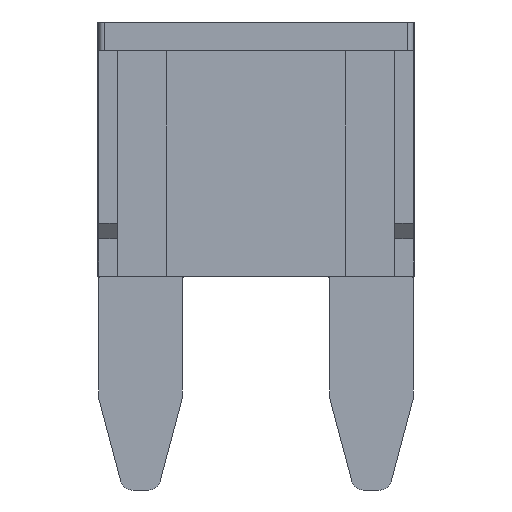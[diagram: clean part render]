
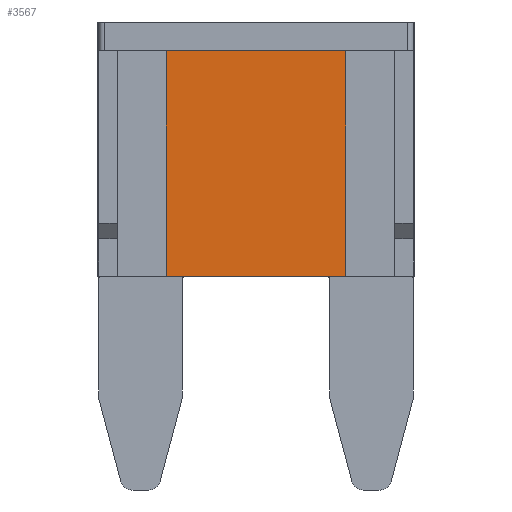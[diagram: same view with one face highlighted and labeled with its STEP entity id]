
A CAD part, front view. The second image highlights one B-rep face of the part: STEP entity #3567.
In plain terms, the highlighted planar face has unit normal (0, -1, 0).
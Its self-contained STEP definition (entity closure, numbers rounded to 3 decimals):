
#363=FACE_OUTER_BOUND('',#556,.T.);
#556=EDGE_LOOP('',(#2914,#2915,#2916,#2917));
#749=LINE('',#5774,#1130);
#792=LINE('',#5858,#1173);
#855=LINE('',#5995,#1236);
#857=LINE('',#5998,#1238);
#1130=VECTOR('',#4079,10.);
#1173=VECTOR('',#4152,10.);
#1236=VECTOR('',#4275,10.);
#1238=VECTOR('',#4279,10.);
#1534=VERTEX_POINT('',#5770);
#1536=VERTEX_POINT('',#5773);
#1562=VERTEX_POINT('',#5857);
#1606=VERTEX_POINT('',#5993);
#1951=EDGE_CURVE('',#1534,#1536,#749,.T.);
#1994=EDGE_CURVE('',#1562,#1536,#792,.T.);
#2063=EDGE_CURVE('',#1606,#1534,#855,.T.);
#2065=EDGE_CURVE('',#1606,#1562,#857,.T.);
#2914=ORIENTED_EDGE('',*,*,#2065,.T.);
#2915=ORIENTED_EDGE('',*,*,#1994,.T.);
#2916=ORIENTED_EDGE('',*,*,#1951,.F.);
#2917=ORIENTED_EDGE('',*,*,#2063,.F.);
#3411=PLANE('',#3746);
#3567=ADVANCED_FACE('',(#363),#3411,.T.);
#3746=AXIS2_PLACEMENT_3D('',#6007,#4292,#4293);
#4079=DIRECTION('',(0.,0.,-1.));
#4152=DIRECTION('',(1.,0.,0.));
#4275=DIRECTION('',(1.,0.,0.));
#4279=DIRECTION('',(0.,0.,-1.));
#4292=DIRECTION('center_axis',(0.,-1.,0.));
#4293=DIRECTION('ref_axis',(-1.,0.,0.));
#5770=CARTESIAN_POINT('',(3.1,-1.7,-1.));
#5773=CARTESIAN_POINT('',(3.1,-1.7,-8.8));
#5774=CARTESIAN_POINT('',(3.1,-1.7,-4.9));
#5857=CARTESIAN_POINT('',(-3.1,-1.7,-8.8));
#5858=CARTESIAN_POINT('',(5.5,-1.7,-8.8));
#5993=CARTESIAN_POINT('',(-3.1,-1.7,-1.));
#5995=CARTESIAN_POINT('',(2.75,-1.7,-1.));
#5998=CARTESIAN_POINT('',(-3.1,-1.7,-4.9));
#6007=CARTESIAN_POINT('Origin',(5.5,-1.7,-1.));
